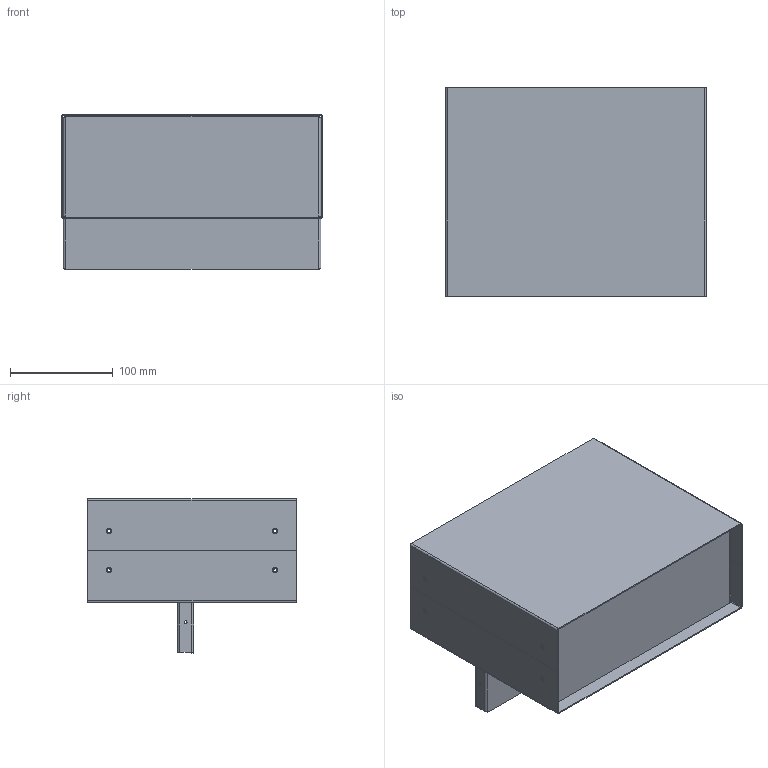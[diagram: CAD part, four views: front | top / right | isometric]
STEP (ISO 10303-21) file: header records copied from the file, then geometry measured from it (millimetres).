
FILE_DESCRIPTION( ( 'Unknown' ), '1' );
FILE_NAME( '1458G4.stp', 'Unknown', ( 'Unknown' ), ( 'Unknown' ), 'XStep 1.0', 'Unknown', ' ' );
FILE_SCHEMA( ( 'CONFIG_CONTROL_DESIGN' ) );
Length unit declared in the file: millimetre
Products named in the file (3): Assem1; 1; 2
Bounding box: 254 x 203.2 x 150.9 mm (x, y, z)
Volume: 405893.8 mm3; surface area: 616044.8 mm2
Topology: 6 solids, 6 shells, 216 faces, 636 edges, 432 vertices
Faces by surface type: plane 120, cylinder 96
Full cylindrical faces by diameter (mm): 2.946 x12, 5.156 x12, 5.537 x36
Entity records: 2410 total; most frequent: DIRECTION 394, CARTESIAN_POINT 381, ORIENTED_EDGE 352, EDGE_CURVE 176, AXIS2_PLACEMENT_3D 141, EDGE_LOOP 132, VERTEX_POINT 128, LINE 112
